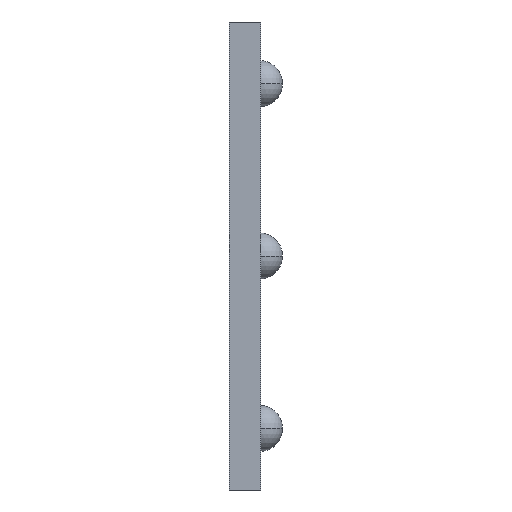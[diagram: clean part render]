
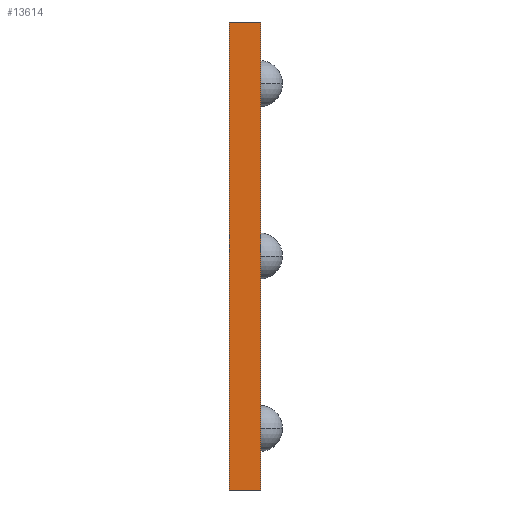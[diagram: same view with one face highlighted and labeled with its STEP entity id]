
A CAD part, front view. The second image highlights one B-rep face of the part: STEP entity #13614.
In plain terms, the highlighted planar face has unit normal (0, -1, 0).
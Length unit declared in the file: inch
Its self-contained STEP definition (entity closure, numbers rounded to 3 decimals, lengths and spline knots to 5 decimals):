
#319 = AXIS2_PLACEMENT_3D ( 'NONE', #8460, #13918, #9468 ) ;
#818 = DIRECTION ( 'NONE',  ( 0., 0., -1. ) ) ;
#838 = CARTESIAN_POINT ( 'NONE',  ( 0.128, -1., 0.95 ) ) ;
#1239 = CARTESIAN_POINT ( 'NONE',  ( 0., -1., 0.95 ) ) ;
#1365 = DIRECTION ( 'NONE',  ( -1., 0., 0. ) ) ;
#1854 = CARTESIAN_POINT ( 'NONE',  ( 0., -1., -0.95 ) ) ;
#2094 = LINE ( 'NONE', #3374, #3137 ) ;
#2544 = EDGE_CURVE ( 'NONE', #5286, #2687, #4683, .T. ) ;
#2687 = VERTEX_POINT ( 'NONE', #3303 ) ;
#2990 = EDGE_LOOP ( 'NONE', ( #4567, #7626, #9556, #5247 ) ) ;
#3137 = VECTOR ( 'NONE', #5594, 39.37008 ) ;
#3303 = CARTESIAN_POINT ( 'NONE',  ( 0.128, -1., -0.95 ) ) ;
#3374 = CARTESIAN_POINT ( 'NONE',  ( 0.128, -1., -0.95 ) ) ;
#4527 = EDGE_CURVE ( 'NONE', #5286, #10101, #10920, .T. ) ;
#4567 = ORIENTED_EDGE ( 'NONE', *, *, #10060, .T. ) ;
#4683 = LINE ( 'NONE', #14178, #8368 ) ;
#5247 = ORIENTED_EDGE ( 'NONE', *, *, #4527, .T. ) ;
#5286 = VERTEX_POINT ( 'NONE', #838 ) ;
#5594 = DIRECTION ( 'NONE',  ( -1., 0., 0. ) ) ;
#6148 = PLANE ( 'NONE',  #319 ) ;
#6537 = FACE_OUTER_BOUND ( 'NONE', #2990, .T. ) ;
#6664 = VERTEX_POINT ( 'NONE', #1854 ) ;
#7626 = ORIENTED_EDGE ( 'NONE', *, *, #10984, .F. ) ;
#8368 = VECTOR ( 'NONE', #818, 39.37008 ) ;
#8460 = CARTESIAN_POINT ( 'NONE',  ( 0.128, -1., 0.95 ) ) ;
#9468 = DIRECTION ( 'NONE',  ( 0., 0., 1. ) ) ;
#9537 = VECTOR ( 'NONE', #1365, 39.37008 ) ;
#9556 = ORIENTED_EDGE ( 'NONE', *, *, #2544, .F. ) ;
#9844 = CARTESIAN_POINT ( 'NONE',  ( 0., -1., 0.95 ) ) ;
#10060 = EDGE_CURVE ( 'NONE', #10101, #6664, #13899, .T. ) ;
#10101 = VERTEX_POINT ( 'NONE', #1239 ) ;
#10893 = VECTOR ( 'NONE', #10939, 39.37008 ) ;
#10920 = LINE ( 'NONE', #13568, #9537 ) ;
#10939 = DIRECTION ( 'NONE',  ( 0., 0., -1. ) ) ;
#10984 = EDGE_CURVE ( 'NONE', #2687, #6664, #2094, .T. ) ;
#13568 = CARTESIAN_POINT ( 'NONE',  ( 0.128, -1., 0.95 ) ) ;
#13614 = ADVANCED_FACE ( 'NONE', ( #6537 ), #6148, .F. ) ;
#13899 = LINE ( 'NONE', #9844, #10893 ) ;
#13918 = DIRECTION ( 'NONE',  ( 0., 1., 0. ) ) ;
#14178 = CARTESIAN_POINT ( 'NONE',  ( 0.128, -1., 0.95 ) ) ;
